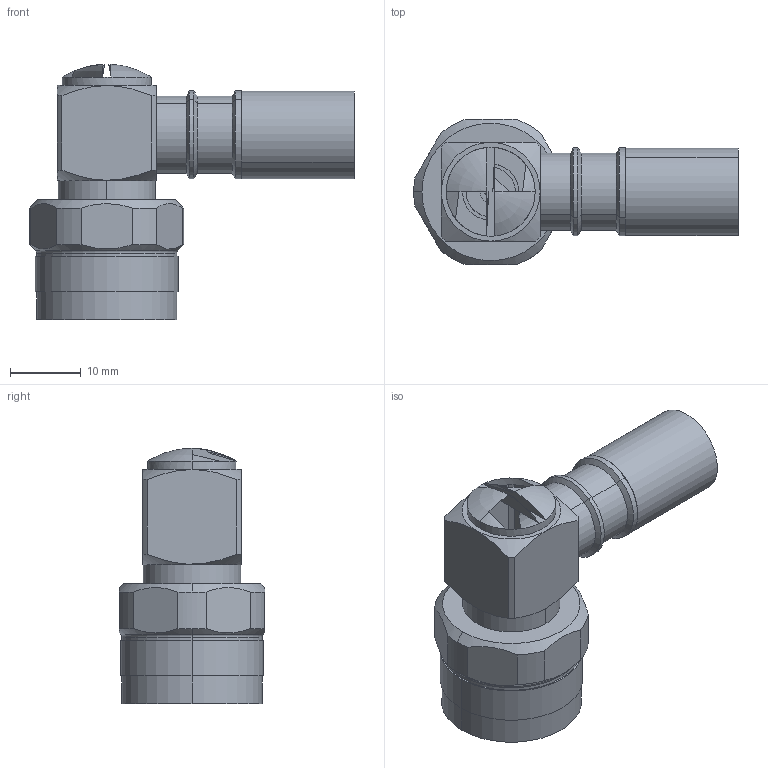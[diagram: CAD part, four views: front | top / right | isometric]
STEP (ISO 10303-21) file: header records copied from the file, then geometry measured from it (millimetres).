
FILE_DESCRIPTION (( 'STEP AP203' ), '1' );
FILE_NAME ('3190-2293(TC-400-NMH-RA-D).STEP', '2017-07-13T02:55:46', ( '' ), ( '' ), 'SwSTEP 2.0', 'SolidWorks 2017', '' );
FILE_SCHEMA (( 'CONFIG_CONTROL_DESIGN' ));
Length unit declared in the file: millimetre
Products named in the file (1): 3190-2293(TC-400-NMH-RA-D)
Bounding box: 46.02 x 20.6 x 36.2 mm (x, y, z)
Volume: 9273 mm3; surface area: 6100 mm2
Topology: 1 solids, 1 shells, 119 faces, 263 edges, 160 vertices
Faces by surface type: cylinder 53, plane 30, cone 28, torus 8
Entity records: 3520 total; most frequent: CARTESIAN_POINT 795, DIRECTION 605, ORIENTED_EDGE 514, AXIS2_PLACEMENT_3D 258, EDGE_CURVE 257, VERTEX_POINT 156, CIRCLE 138, EDGE_LOOP 135
